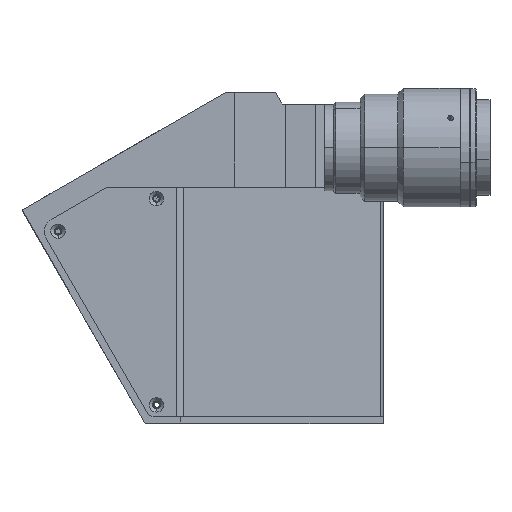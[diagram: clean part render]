
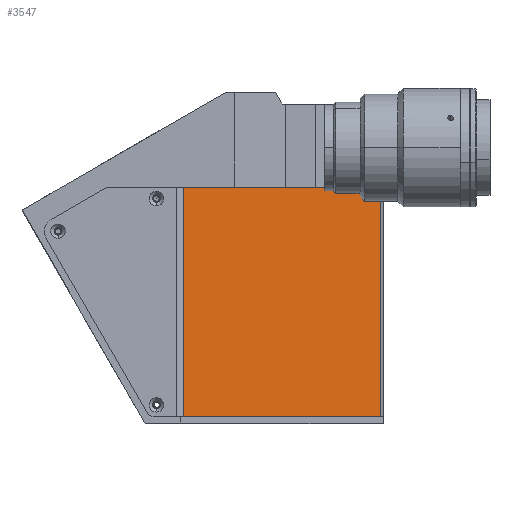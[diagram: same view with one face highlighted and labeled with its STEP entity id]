
A CAD part, top view. The second image highlights one B-rep face of the part: STEP entity #3547.
In plain terms, the highlighted planar face has unit normal (0.707, 0, 0.707).
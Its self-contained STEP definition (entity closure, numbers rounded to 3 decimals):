
#276 = VERTEX_POINT ( 'NONE', #7577 ) ;
#424 = EDGE_CURVE ( 'NONE', #9229, #9105, #718, .T. ) ;
#704 = EDGE_CURVE ( 'NONE', #9105, #276, #12298, .T. ) ;
#705 = VECTOR ( 'NONE', #1256, 1000. ) ;
#718 = LINE ( 'NONE', #868, #705 ) ;
#720 = EDGE_CURVE ( 'NONE', #7984, #276, #12555, .T. ) ;
#721 = EDGE_CURVE ( 'NONE', #7984, #9229, #12184, .T. ) ;
#868 = CARTESIAN_POINT ( 'NONE',  ( 61.414, 41.5, 257.466 ) ) ;
#1256 = DIRECTION ( 'NONE',  ( 0.707, 0., -0.707 ) ) ;
#1534 = AXIS2_PLACEMENT_3D ( 'NONE', #11904, #4033, #4032 ) ;
#2318 = CARTESIAN_POINT ( 'NONE',  ( -25.615, 41.5, 344.496 ) ) ;
#2779 = ORIENTED_EDGE ( 'NONE', *, *, #424, .F. ) ;
#2836 = ORIENTED_EDGE ( 'NONE', *, *, #721, .F. ) ;
#2857 = CARTESIAN_POINT ( 'NONE',  ( 60.828, 41.5, 258.052 ) ) ;
#3547 = ADVANCED_FACE ( 'NONE', ( #6597 ), #4141, .T. ) ;
#4032 = DIRECTION ( 'NONE',  ( -0.707, 0., 0.707 ) ) ;
#4033 = DIRECTION ( 'NONE',  ( 0.707, 0., 0.707 ) ) ;
#4141 = PLANE ( 'NONE',  #1534 ) ;
#4598 = DIRECTION ( 'NONE',  ( 0., 1., 0. ) ) ;
#4630 = CARTESIAN_POINT ( 'NONE',  ( -25.615, -277.546, 344.496 ) ) ;
#4652 = DIRECTION ( 'NONE',  ( 0., -1., 0. ) ) ;
#4665 = CARTESIAN_POINT ( 'NONE',  ( 61.414, -59., 257.466 ) ) ;
#4722 = CARTESIAN_POINT ( 'NONE',  ( 60.828, -277.546, 258.052 ) ) ;
#4882 = DIRECTION ( 'NONE',  ( 0.707, 0., -0.707 ) ) ;
#6597 = FACE_OUTER_BOUND ( 'NONE', #9934, .T. ) ;
#7577 = CARTESIAN_POINT ( 'NONE',  ( 60.828, -59., 258.052 ) ) ;
#7793 = CARTESIAN_POINT ( 'NONE',  ( -25.615, -59., 344.496 ) ) ;
#7984 = VERTEX_POINT ( 'NONE', #7793 ) ;
#9105 = VERTEX_POINT ( 'NONE', #2857 ) ;
#9229 = VERTEX_POINT ( 'NONE', #2318 ) ;
#9934 = EDGE_LOOP ( 'NONE', ( #11710, #11747, #2779, #2836 ) ) ;
#11710 = ORIENTED_EDGE ( 'NONE', *, *, #720, .T. ) ;
#11747 = ORIENTED_EDGE ( 'NONE', *, *, #704, .F. ) ;
#11904 = CARTESIAN_POINT ( 'NONE',  ( 61.414, -277.546, 257.466 ) ) ;
#12107 = VECTOR ( 'NONE', #4598, 1000. ) ;
#12184 = LINE ( 'NONE', #4630, #12107 ) ;
#12288 = VECTOR ( 'NONE', #4652, 1000. ) ;
#12298 = LINE ( 'NONE', #4722, #12288 ) ;
#12543 = VECTOR ( 'NONE', #4882, 1000. ) ;
#12555 = LINE ( 'NONE', #4665, #12543 ) ;
